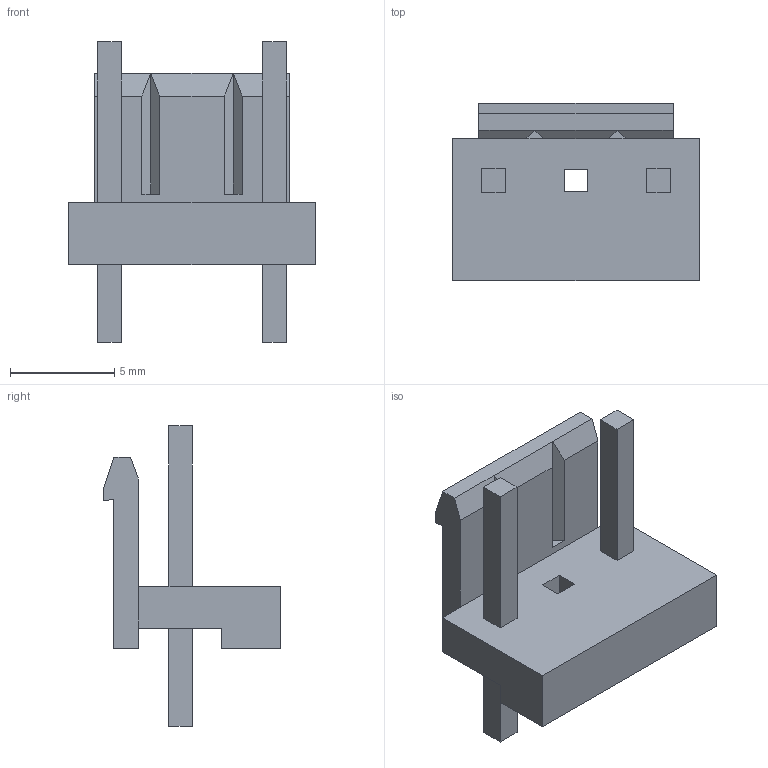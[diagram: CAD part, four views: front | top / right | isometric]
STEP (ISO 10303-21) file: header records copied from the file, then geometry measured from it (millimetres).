
FILE_DESCRIPTION((''),'2;1');
FILE_NAME('C-1-1123724-2','2015-08-25T',('workeradm'),('Tyco Electronics Ltd.'),'PRO/ENGINEER BY PARAMETRIC TECHNOLOGY CORPORATION, 2014090','PRO/ENGINEER BY PARAMETRIC TECHNOLOGY CORPORATION, 2014090','');
FILE_SCHEMA(('AUTOMOTIVE_DESIGN { 1 0 10303 214 1 1 1 1 }'));
Length unit declared in the file: millimetre
Products named in the file (1): C-1-1123724-2
Bounding box: 11.82 x 8.5 x 14.4 mm (x, y, z)
Volume: 329.5 mm3; surface area: 570.4 mm2
Topology: 1 solids, 1 shells, 52 faces, 130 edges, 84 vertices
Faces by surface type: plane 52
Entity records: 1690 total; most frequent: CARTESIAN_POINT 268, ORIENTED_EDGE 260, DIRECTION 234, VECTOR 130, LINE 130, EDGE_CURVE 130, COLOUR_RGB 126, VERTEX_POINT 84
